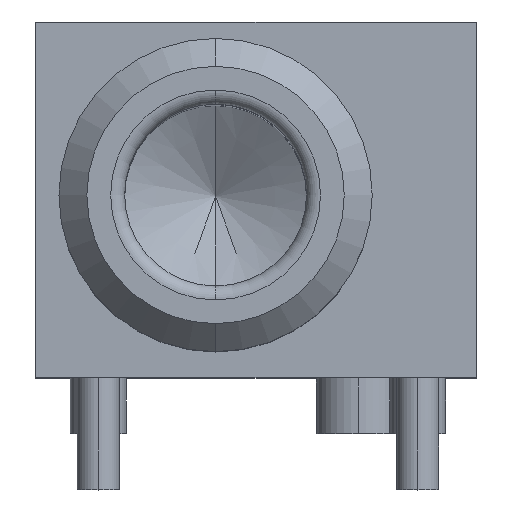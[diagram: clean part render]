
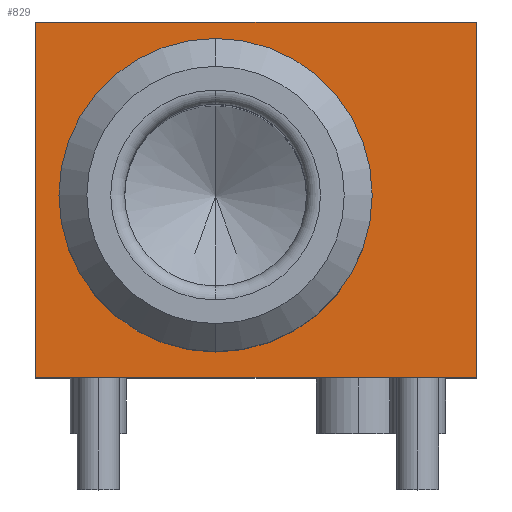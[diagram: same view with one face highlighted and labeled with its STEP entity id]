
A CAD part, top view. The second image highlights one B-rep face of the part: STEP entity #829.
In plain terms, the highlighted planar face has unit normal (0, 0, 1).
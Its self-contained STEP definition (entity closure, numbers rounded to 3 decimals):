
#216=DIRECTION('',(0.,1.,0.));
#217=VECTOR('',#216,12.7);
#218=CARTESIAN_POINT('',(9.32,0.,0.));
#219=LINE('',#218,#217);
#220=DIRECTION('',(1.,0.,0.));
#221=VECTOR('',#220,15.75);
#222=CARTESIAN_POINT('',(-6.43,0.,0.));
#223=LINE('',#222,#221);
#224=DIRECTION('',(0.,-1.,0.));
#225=VECTOR('',#224,12.7);
#226=CARTESIAN_POINT('',(-6.43,12.7,0.));
#227=LINE('',#226,#225);
#228=DIRECTION('',(-1.,0.,0.));
#229=VECTOR('',#228,15.75);
#230=CARTESIAN_POINT('',(9.32,12.7,0.));
#231=LINE('',#230,#229);
#232=CARTESIAN_POINT('',(0.,6.5,0.));
#233=DIRECTION('',(0.,0.,-1.));
#234=DIRECTION('',(0.,1.,0.));
#235=AXIS2_PLACEMENT_3D('',#232,#233,#234);
#237=CARTESIAN_POINT('',(0.,6.5,0.));
#238=DIRECTION('',(0.,0.,-1.));
#239=DIRECTION('',(0.,-1.,0.));
#240=AXIS2_PLACEMENT_3D('',#237,#238,#239);
#674=CARTESIAN_POINT('',(9.32,0.,0.));
#675=CARTESIAN_POINT('',(9.32,12.7,0.));
#676=VERTEX_POINT('',#674);
#677=VERTEX_POINT('',#675);
#678=CARTESIAN_POINT('',(-6.43,12.7,0.));
#679=CARTESIAN_POINT('',(-6.43,0.,0.));
#680=VERTEX_POINT('',#678);
#681=VERTEX_POINT('',#679);
#754=CARTESIAN_POINT('',(0.,12.1,0.));
#755=CARTESIAN_POINT('',(0.,0.9,0.));
#756=VERTEX_POINT('',#754);
#757=VERTEX_POINT('',#755);
#808=CARTESIAN_POINT('',(0.,0.,0.));
#809=DIRECTION('',(0.,0.,1.));
#810=DIRECTION('',(1.,0.,0.));
#811=AXIS2_PLACEMENT_3D('',#808,#809,#810);
#812=PLANE('',#811);
#814=ORIENTED_EDGE('',*,*,#813,.F.);
#816=ORIENTED_EDGE('',*,*,#815,.F.);
#818=ORIENTED_EDGE('',*,*,#817,.F.);
#820=ORIENTED_EDGE('',*,*,#819,.F.);
#821=EDGE_LOOP('',(#814,#816,#818,#820));
#822=FACE_OUTER_BOUND('',#821,.F.);
#824=ORIENTED_EDGE('',*,*,#823,.F.);
#826=ORIENTED_EDGE('',*,*,#825,.F.);
#827=EDGE_LOOP('',(#824,#826));
#828=FACE_BOUND('',#827,.F.);
#236=CIRCLE('',#235,5.6);
#241=CIRCLE('',#240,5.6);
#813=EDGE_CURVE('',#676,#677,#219,.T.);
#815=EDGE_CURVE('',#681,#676,#223,.T.);
#817=EDGE_CURVE('',#680,#681,#227,.T.);
#819=EDGE_CURVE('',#677,#680,#231,.T.);
#823=EDGE_CURVE('',#756,#757,#236,.T.);
#825=EDGE_CURVE('',#757,#756,#241,.T.);
#829=ADVANCED_FACE('',(#822,#828),#812,.T.);
